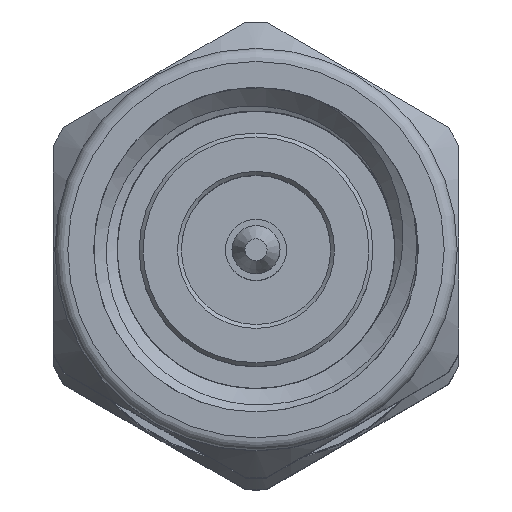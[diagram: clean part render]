
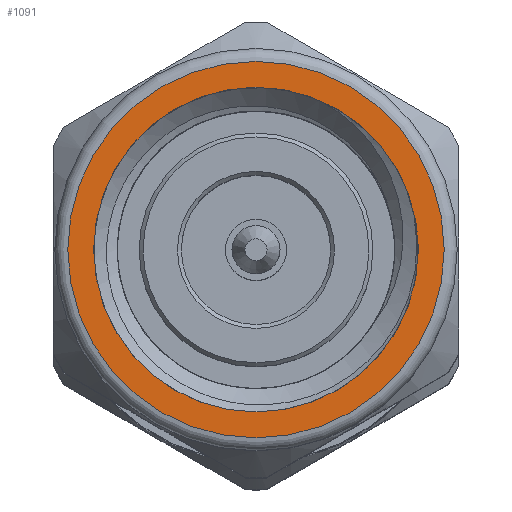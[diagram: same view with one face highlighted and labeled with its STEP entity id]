
A CAD part, top view. The second image highlights one B-rep face of the part: STEP entity #1091.
In plain terms, the highlighted face is planar.
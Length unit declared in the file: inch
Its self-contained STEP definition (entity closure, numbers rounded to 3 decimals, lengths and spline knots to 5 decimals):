
#17 = DIRECTION ( 'NONE',  ( -1., 0., 0. ) ) ;
#55 = CARTESIAN_POINT ( 'NONE',  ( 0., 0., 0. ) ) ;
#66 = EDGE_CURVE ( 'NONE', #662, #662, #2181, .T. ) ;
#294 = ORIENTED_EDGE ( 'NONE', *, *, #66, .T. ) ;
#337 = CARTESIAN_POINT ( 'NONE',  ( 0., 0.155, 0. ) ) ;
#431 = AXIS2_PLACEMENT_3D ( 'NONE', #337, #815, #2921 ) ;
#450 = CARTESIAN_POINT ( 'NONE',  ( 0., 0., 0. ) ) ;
#509 = ORIENTED_EDGE ( 'NONE', *, *, #874, .F. ) ;
#662 = VERTEX_POINT ( 'NONE', #1810 ) ;
#789 = EDGE_LOOP ( 'NONE', ( #294 ) ) ;
#815 = DIRECTION ( 'NONE',  ( 1., 0., 0. ) ) ;
#874 = EDGE_CURVE ( 'NONE', #881, #881, #2275, .T. ) ;
#881 = VERTEX_POINT ( 'NONE', #1988 ) ;
#1091 = ADVANCED_FACE ( 'NONE', ( #1751, #1766 ), #1733, .F. ) ;
#1114 = AXIS2_PLACEMENT_3D ( 'NONE', #450, #17, #2055 ) ;
#1733 = PLANE ( 'NONE',  #431 ) ;
#1751 = FACE_BOUND ( 'NONE', #2244, .T. ) ;
#1766 = FACE_OUTER_BOUND ( 'NONE', #789, .T. ) ;
#1810 = CARTESIAN_POINT ( 'NONE',  ( 0., 0.145, 0. ) ) ;
#1937 = AXIS2_PLACEMENT_3D ( 'NONE', #55, #2954, #2708 ) ;
#1988 = CARTESIAN_POINT ( 'NONE',  ( 0., -0.125, 0. ) ) ;
#2055 = DIRECTION ( 'NONE',  ( 0., -1., 0. ) ) ;
#2181 = CIRCLE ( 'NONE', #1937, 0.145 ) ;
#2244 = EDGE_LOOP ( 'NONE', ( #509 ) ) ;
#2275 = CIRCLE ( 'NONE', #1114, 0.125 ) ;
#2708 = DIRECTION ( 'NONE',  ( 0., 1., 0. ) ) ;
#2921 = DIRECTION ( 'NONE',  ( 0., 1., 0. ) ) ;
#2954 = DIRECTION ( 'NONE',  ( -1., 0., 0. ) ) ;
